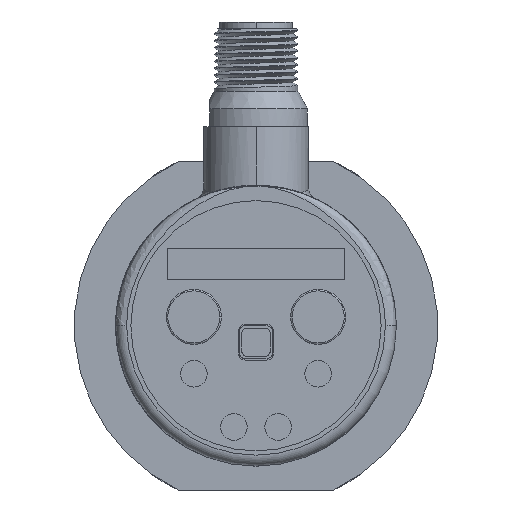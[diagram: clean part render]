
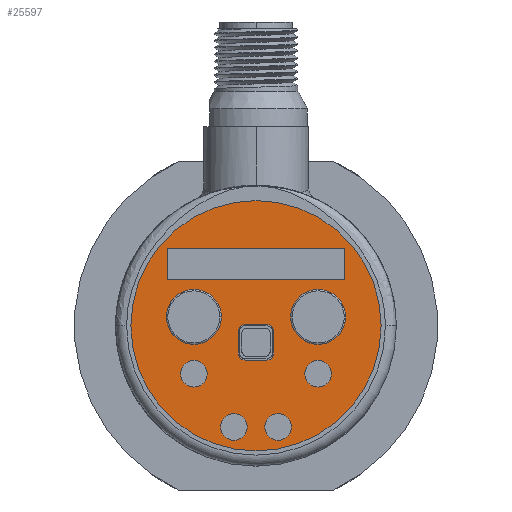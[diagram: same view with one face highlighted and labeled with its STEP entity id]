
A CAD part, front view. The second image highlights one B-rep face of the part: STEP entity #25597.
In plain terms, the highlighted face is planar.
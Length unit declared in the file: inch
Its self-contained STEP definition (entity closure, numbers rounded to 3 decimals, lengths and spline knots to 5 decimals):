
#25020=CARTESIAN_POINT('',(0.,0.031,0.));
#25021=DIRECTION('',(0.,1.,0.));
#25022=DIRECTION('',(1.,0.,0.));
#25023=AXIS2_PLACEMENT_3D('',#25020,#25021,#25022);
#25025=CARTESIAN_POINT('',(0.,0.031,0.));
#25026=DIRECTION('',(0.,1.,0.));
#25027=DIRECTION('',(-1.,0.,0.));
#25028=AXIS2_PLACEMENT_3D('',#25025,#25026,#25027);
#25030=CARTESIAN_POINT('',(-0.125,0.031,-0.57));
#25031=DIRECTION('',(0.,1.,0.));
#25032=DIRECTION('',(1.,0.,0.));
#25033=AXIS2_PLACEMENT_3D('',#25030,#25031,#25032);
#25035=CARTESIAN_POINT('',(-0.125,0.031,-0.57));
#25036=DIRECTION('',(0.,1.,0.));
#25037=DIRECTION('',(-1.,0.,0.));
#25038=AXIS2_PLACEMENT_3D('',#25035,#25036,#25037);
#25040=CARTESIAN_POINT('',(0.125,0.031,-0.57));
#25041=DIRECTION('',(0.,1.,0.));
#25042=DIRECTION('',(1.,0.,0.));
#25043=AXIS2_PLACEMENT_3D('',#25040,#25041,#25042);
#25045=CARTESIAN_POINT('',(0.125,0.031,-0.57));
#25046=DIRECTION('',(0.,1.,0.));
#25047=DIRECTION('',(-1.,0.,0.));
#25048=AXIS2_PLACEMENT_3D('',#25045,#25046,#25047);
#25050=CARTESIAN_POINT('',(-0.35,0.031,-0.27));
#25051=DIRECTION('',(0.,1.,0.));
#25052=DIRECTION('',(1.,0.,0.));
#25053=AXIS2_PLACEMENT_3D('',#25050,#25051,#25052);
#25055=CARTESIAN_POINT('',(-0.35,0.031,-0.27));
#25056=DIRECTION('',(0.,1.,0.));
#25057=DIRECTION('',(-1.,0.,0.));
#25058=AXIS2_PLACEMENT_3D('',#25055,#25056,#25057);
#25060=CARTESIAN_POINT('',(0.35,0.031,-0.27));
#25061=DIRECTION('',(0.,1.,0.));
#25062=DIRECTION('',(1.,0.,0.));
#25063=AXIS2_PLACEMENT_3D('',#25060,#25061,#25062);
#25065=CARTESIAN_POINT('',(0.35,0.031,-0.27));
#25066=DIRECTION('',(0.,1.,0.));
#25067=DIRECTION('',(-1.,0.,0.));
#25068=AXIS2_PLACEMENT_3D('',#25065,#25066,#25067);
#25070=CARTESIAN_POINT('',(-0.35,0.031,0.05));
#25071=DIRECTION('',(0.,1.,0.));
#25072=DIRECTION('',(1.,0.,0.));
#25073=AXIS2_PLACEMENT_3D('',#25070,#25071,#25072);
#25075=CARTESIAN_POINT('',(-0.35,0.031,0.05));
#25076=DIRECTION('',(0.,1.,0.));
#25077=DIRECTION('',(-1.,0.,0.));
#25078=AXIS2_PLACEMENT_3D('',#25075,#25076,#25077);
#25080=CARTESIAN_POINT('',(0.35,0.031,0.05));
#25081=DIRECTION('',(0.,1.,0.));
#25082=DIRECTION('',(1.,0.,0.));
#25083=AXIS2_PLACEMENT_3D('',#25080,#25081,#25082);
#25085=CARTESIAN_POINT('',(0.35,0.031,0.05));
#25086=DIRECTION('',(0.,1.,0.));
#25087=DIRECTION('',(-1.,0.,0.));
#25088=AXIS2_PLACEMENT_3D('',#25085,#25086,#25087);
#25090=DIRECTION('',(0.,0.,1.));
#25091=VECTOR('',#25090,0.178);
#25092=CARTESIAN_POINT('',(-0.5,0.031,0.26));
#25093=LINE('',#25092,#25091);
#25094=DIRECTION('',(1.,0.,0.));
#25095=VECTOR('',#25094,1.);
#25096=CARTESIAN_POINT('',(-0.5,0.031,0.438));
#25097=LINE('',#25096,#25095);
#25098=DIRECTION('',(0.,0.,-1.));
#25099=VECTOR('',#25098,0.178);
#25100=CARTESIAN_POINT('',(0.5,0.031,0.438));
#25101=LINE('',#25100,#25099);
#25102=DIRECTION('',(-1.,0.,0.));
#25103=VECTOR('',#25102,1.);
#25104=CARTESIAN_POINT('',(0.5,0.031,0.26));
#25105=LINE('',#25104,#25103);
#25106=DIRECTION('',(0.,0.,1.));
#25107=VECTOR('',#25106,0.12);
#25108=CARTESIAN_POINT('',(-0.1,0.031,-0.153));
#25109=LINE('',#25108,#25107);
#25110=CARTESIAN_POINT('',(-0.06,0.031,-0.033));
#25111=DIRECTION('',(0.,1.,0.));
#25112=DIRECTION('',(-1.,0.,0.));
#25113=AXIS2_PLACEMENT_3D('',#25110,#25111,#25112);
#25115=DIRECTION('',(1.,0.,0.));
#25116=VECTOR('',#25115,0.12);
#25117=CARTESIAN_POINT('',(-0.06,0.031,0.007));
#25118=LINE('',#25117,#25116);
#25119=CARTESIAN_POINT('',(0.06,0.031,-0.033));
#25120=DIRECTION('',(0.,1.,0.));
#25121=DIRECTION('',(0.,0.,1.));
#25122=AXIS2_PLACEMENT_3D('',#25119,#25120,#25121);
#25124=DIRECTION('',(0.,0.,-1.));
#25125=VECTOR('',#25124,0.12);
#25126=CARTESIAN_POINT('',(0.1,0.031,-0.033));
#25127=LINE('',#25126,#25125);
#25128=CARTESIAN_POINT('',(0.06,0.031,-0.153));
#25129=DIRECTION('',(0.,1.,0.));
#25130=DIRECTION('',(1.,0.,0.));
#25131=AXIS2_PLACEMENT_3D('',#25128,#25129,#25130);
#25133=DIRECTION('',(-1.,0.,0.));
#25134=VECTOR('',#25133,0.12);
#25135=CARTESIAN_POINT('',(0.06,0.031,-0.193));
#25136=LINE('',#25135,#25134);
#25137=CARTESIAN_POINT('',(-0.06,0.031,-0.153));
#25138=DIRECTION('',(0.,1.,0.));
#25139=DIRECTION('',(0.,0.,-1.));
#25140=AXIS2_PLACEMENT_3D('',#25137,#25138,#25139);
#25358=CARTESIAN_POINT('',(0.705,0.031,0.));
#25359=CARTESIAN_POINT('',(-0.705,0.031,0.));
#25360=VERTEX_POINT('',#25358);
#25361=VERTEX_POINT('',#25359);
#25370=CARTESIAN_POINT('',(-0.05,0.031,-0.57));
#25371=CARTESIAN_POINT('',(-0.2,0.031,-0.57));
#25372=VERTEX_POINT('',#25370);
#25373=VERTEX_POINT('',#25371);
#25374=CARTESIAN_POINT('',(0.2,0.031,-0.57));
#25375=CARTESIAN_POINT('',(0.05,0.031,-0.57));
#25376=VERTEX_POINT('',#25374);
#25377=VERTEX_POINT('',#25375);
#25378=CARTESIAN_POINT('',(-0.275,0.031,-0.27));
#25379=CARTESIAN_POINT('',(-0.425,0.031,-0.27));
#25380=VERTEX_POINT('',#25378);
#25381=VERTEX_POINT('',#25379);
#25382=CARTESIAN_POINT('',(0.425,0.031,-0.27));
#25383=CARTESIAN_POINT('',(0.275,0.031,-0.27));
#25384=VERTEX_POINT('',#25382);
#25385=VERTEX_POINT('',#25383);
#25386=CARTESIAN_POINT('',(-0.195,0.031,0.05));
#25387=CARTESIAN_POINT('',(-0.505,0.031,0.05));
#25388=VERTEX_POINT('',#25386);
#25389=VERTEX_POINT('',#25387);
#25390=CARTESIAN_POINT('',(0.505,0.031,0.05));
#25391=CARTESIAN_POINT('',(0.195,0.031,0.05));
#25392=VERTEX_POINT('',#25390);
#25393=VERTEX_POINT('',#25391);
#25402=CARTESIAN_POINT('',(-0.5,0.031,0.26));
#25403=CARTESIAN_POINT('',(-0.5,0.031,0.438));
#25404=VERTEX_POINT('',#25402);
#25405=VERTEX_POINT('',#25403);
#25406=CARTESIAN_POINT('',(0.5,0.031,0.438));
#25407=VERTEX_POINT('',#25406);
#25408=CARTESIAN_POINT('',(0.5,0.031,0.26));
#25409=VERTEX_POINT('',#25408);
#25450=CARTESIAN_POINT('',(-0.1,0.031,-0.153));
#25451=CARTESIAN_POINT('',(-0.1,0.031,-0.033));
#25452=VERTEX_POINT('',#25450);
#25453=VERTEX_POINT('',#25451);
#25454=CARTESIAN_POINT('',(-0.06,0.031,0.007));
#25455=VERTEX_POINT('',#25454);
#25456=CARTESIAN_POINT('',(0.06,0.031,0.007));
#25457=VERTEX_POINT('',#25456);
#25458=CARTESIAN_POINT('',(0.1,0.031,-0.033));
#25459=VERTEX_POINT('',#25458);
#25460=CARTESIAN_POINT('',(0.1,0.031,-0.153));
#25461=VERTEX_POINT('',#25460);
#25462=CARTESIAN_POINT('',(0.06,0.031,-0.193));
#25463=VERTEX_POINT('',#25462);
#25464=CARTESIAN_POINT('',(-0.06,0.031,-0.193));
#25465=VERTEX_POINT('',#25464);
#25524=CARTESIAN_POINT('',(0.,0.031,0.));
#25525=DIRECTION('',(0.,1.,0.));
#25526=DIRECTION('',(1.,0.,0.));
#25527=AXIS2_PLACEMENT_3D('',#25524,#25525,#25526);
#25528=PLANE('',#25527);
#25529=ORIENTED_EDGE('',*,*,#25504,.F.);
#25530=ORIENTED_EDGE('',*,*,#25518,.F.);
#25531=EDGE_LOOP('',(#25529,#25530));
#25532=FACE_OUTER_BOUND('',#25531,.F.);
#25534=ORIENTED_EDGE('',*,*,#25533,.T.);
#25536=ORIENTED_EDGE('',*,*,#25535,.T.);
#25537=EDGE_LOOP('',(#25534,#25536));
#25538=FACE_BOUND('',#25537,.F.);
#25540=ORIENTED_EDGE('',*,*,#25539,.T.);
#25542=ORIENTED_EDGE('',*,*,#25541,.T.);
#25543=EDGE_LOOP('',(#25540,#25542));
#25544=FACE_BOUND('',#25543,.F.);
#25546=ORIENTED_EDGE('',*,*,#25545,.T.);
#25548=ORIENTED_EDGE('',*,*,#25547,.T.);
#25549=EDGE_LOOP('',(#25546,#25548));
#25550=FACE_BOUND('',#25549,.F.);
#25552=ORIENTED_EDGE('',*,*,#25551,.T.);
#25554=ORIENTED_EDGE('',*,*,#25553,.T.);
#25555=EDGE_LOOP('',(#25552,#25554));
#25556=FACE_BOUND('',#25555,.F.);
#25558=ORIENTED_EDGE('',*,*,#25557,.T.);
#25560=ORIENTED_EDGE('',*,*,#25559,.T.);
#25561=EDGE_LOOP('',(#25558,#25560));
#25562=FACE_BOUND('',#25561,.F.);
#25564=ORIENTED_EDGE('',*,*,#25563,.T.);
#25566=ORIENTED_EDGE('',*,*,#25565,.T.);
#25567=EDGE_LOOP('',(#25564,#25566));
#25568=FACE_BOUND('',#25567,.F.);
#25570=ORIENTED_EDGE('',*,*,#25569,.T.);
#25572=ORIENTED_EDGE('',*,*,#25571,.T.);
#25574=ORIENTED_EDGE('',*,*,#25573,.T.);
#25576=ORIENTED_EDGE('',*,*,#25575,.T.);
#25577=EDGE_LOOP('',(#25570,#25572,#25574,#25576));
#25578=FACE_BOUND('',#25577,.F.);
#25580=ORIENTED_EDGE('',*,*,#25579,.T.);
#25582=ORIENTED_EDGE('',*,*,#25581,.T.);
#25584=ORIENTED_EDGE('',*,*,#25583,.T.);
#25586=ORIENTED_EDGE('',*,*,#25585,.T.);
#25588=ORIENTED_EDGE('',*,*,#25587,.T.);
#25590=ORIENTED_EDGE('',*,*,#25589,.T.);
#25592=ORIENTED_EDGE('',*,*,#25591,.T.);
#25594=ORIENTED_EDGE('',*,*,#25593,.T.);
#25595=EDGE_LOOP('',(#25580,#25582,#25584,#25586,#25588,#25590,#25592,#25594));
#25596=FACE_BOUND('',#25595,.F.);
#25597=ADVANCED_FACE('',(#25532,#25538,#25544,#25550,#25556,#25562,#25568,
#25578,#25596),#25528,.T.);
#25024=CIRCLE('',#25023,0.705);
#25029=CIRCLE('',#25028,0.705);
#25034=CIRCLE('',#25033,0.075);
#25039=CIRCLE('',#25038,0.075);
#25044=CIRCLE('',#25043,0.075);
#25049=CIRCLE('',#25048,0.075);
#25054=CIRCLE('',#25053,0.075);
#25059=CIRCLE('',#25058,0.075);
#25064=CIRCLE('',#25063,0.075);
#25069=CIRCLE('',#25068,0.075);
#25074=CIRCLE('',#25073,0.155);
#25079=CIRCLE('',#25078,0.155);
#25084=CIRCLE('',#25083,0.155);
#25089=CIRCLE('',#25088,0.155);
#25114=CIRCLE('',#25113,0.04);
#25123=CIRCLE('',#25122,0.04);
#25132=CIRCLE('',#25131,0.04);
#25141=CIRCLE('',#25140,0.04);
#25504=EDGE_CURVE('',#25360,#25361,#25024,.T.);
#25518=EDGE_CURVE('',#25361,#25360,#25029,.T.);
#25533=EDGE_CURVE('',#25372,#25373,#25034,.T.);
#25535=EDGE_CURVE('',#25373,#25372,#25039,.T.);
#25539=EDGE_CURVE('',#25376,#25377,#25044,.T.);
#25541=EDGE_CURVE('',#25377,#25376,#25049,.T.);
#25545=EDGE_CURVE('',#25380,#25381,#25054,.T.);
#25547=EDGE_CURVE('',#25381,#25380,#25059,.T.);
#25551=EDGE_CURVE('',#25384,#25385,#25064,.T.);
#25553=EDGE_CURVE('',#25385,#25384,#25069,.T.);
#25557=EDGE_CURVE('',#25388,#25389,#25074,.T.);
#25559=EDGE_CURVE('',#25389,#25388,#25079,.T.);
#25563=EDGE_CURVE('',#25392,#25393,#25084,.T.);
#25565=EDGE_CURVE('',#25393,#25392,#25089,.T.);
#25569=EDGE_CURVE('',#25404,#25405,#25093,.T.);
#25571=EDGE_CURVE('',#25405,#25407,#25097,.T.);
#25573=EDGE_CURVE('',#25407,#25409,#25101,.T.);
#25575=EDGE_CURVE('',#25409,#25404,#25105,.T.);
#25579=EDGE_CURVE('',#25452,#25453,#25109,.T.);
#25581=EDGE_CURVE('',#25453,#25455,#25114,.T.);
#25583=EDGE_CURVE('',#25455,#25457,#25118,.T.);
#25585=EDGE_CURVE('',#25457,#25459,#25123,.T.);
#25587=EDGE_CURVE('',#25459,#25461,#25127,.T.);
#25589=EDGE_CURVE('',#25461,#25463,#25132,.T.);
#25591=EDGE_CURVE('',#25463,#25465,#25136,.T.);
#25593=EDGE_CURVE('',#25465,#25452,#25141,.T.);
